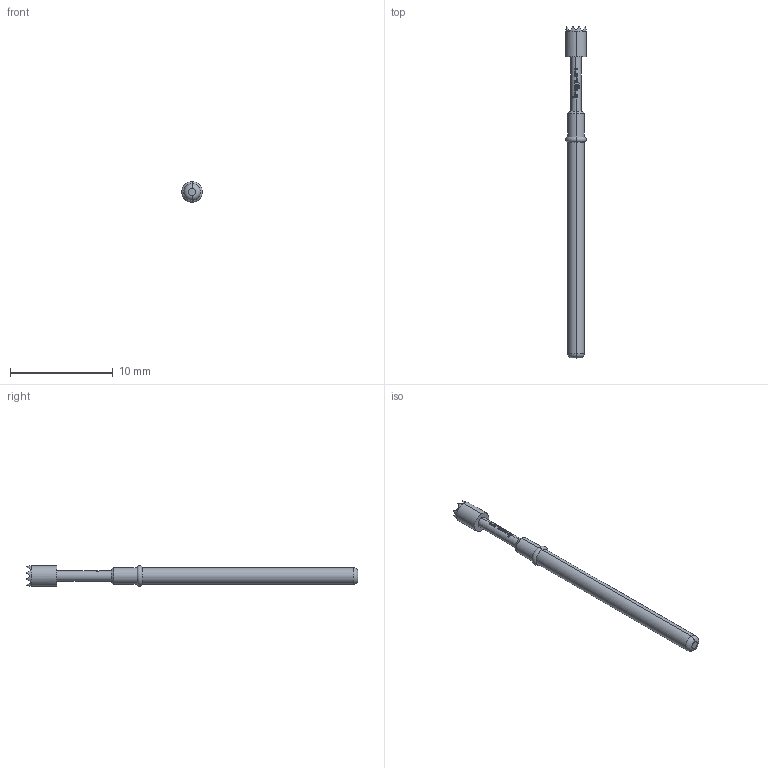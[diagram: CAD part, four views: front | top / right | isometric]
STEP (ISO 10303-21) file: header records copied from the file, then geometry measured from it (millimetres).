
FILE_DESCRIPTION (( 'STEP AP203' ), '1' );
FILE_NAME ('INGUN_GKS-112_306_200_X_xx03_0.STEP', '2019-07-15T13:30:22', ( '' ), ( '' ), 'SwSTEP 2.0', 'SolidWorks 2018', '' );
FILE_SCHEMA (( 'CONFIG_CONTROL_DESIGN' ));
Length unit declared in the file: millimetre
Products named in the file (1): INGUN_GKS-112_306_200_X_xx03_0
Bounding box: 2.03 x 32.3 x 2.03 mm (x, y, z)
Volume: 63.9 mm3; surface area: 169.8 mm2
Topology: 1 solids, 1 shells, 157 faces, 389 edges, 237 vertices
Faces by surface type: plane 70, bspline 51, cylinder 18, cone 14, torus 4
Entity records: 5630 total; most frequent: CARTESIAN_POINT 2565, ORIENTED_EDGE 778, EDGE_CURVE 389, DIRECTION 377, VERTEX_POINT 237, B_SPLINE_CURVE_WITH_KNOTS 204, EDGE_LOOP 160, FACE_OUTER_BOUND 157
